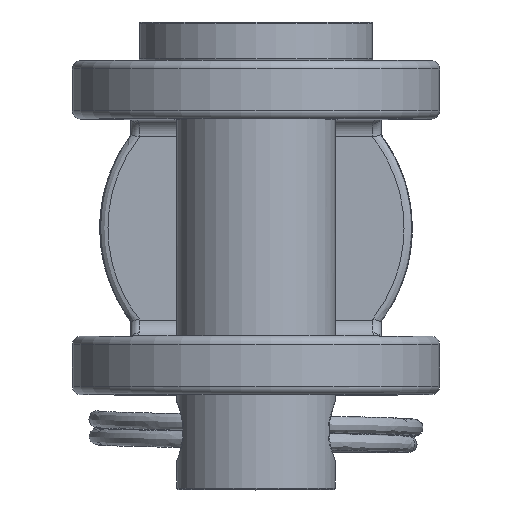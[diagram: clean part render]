
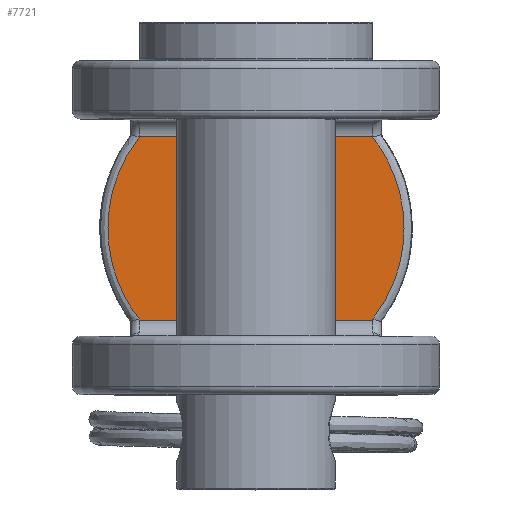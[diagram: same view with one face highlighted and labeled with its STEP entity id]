
A CAD part, top view. The second image highlights one B-rep face of the part: STEP entity #7721.
In plain terms, the highlighted planar face has unit normal (0, 0, 1).
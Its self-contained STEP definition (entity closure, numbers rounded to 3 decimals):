
#114 = CARTESIAN_POINT ( 'NONE',  ( 8.82, -10.999, 0. ) ) ;
#226 = CARTESIAN_POINT ( 'NONE',  ( 7.567, -14.719, 0. ) ) ;
#242 = B_SPLINE_CURVE_WITH_KNOTS ( 'NONE', 3,
 ( #9732, #8162, #12498, #15160, #11206, #9787, #1698, #9945, #8547, #3166, #591, #13942, #10016, #1926, #12664, #7187, #8669, #13889 ),
 .UNSPECIFIED., .F., .F.,
 ( 4, 2, 2, 2, 2, 2, 2, 2, 4 ),
 ( 0., 0.003, 0.004, 0.006, 0.007, 0.008, 0.009, 0.01, 0.012 ),
 .UNSPECIFIED. ) ;
#279 = CARTESIAN_POINT ( 'NONE',  ( 8.452, -7.323, 0. ) ) ;
#354 = B_SPLINE_CURVE_WITH_KNOTS ( 'NONE', 3,
 ( #14984, #226, #9602, #10873, #15042, #114, #2829, #2887, #2941, #8365, #6907, #13597, #279, #1633, #16287, #4360, #8532, #11366 ),
 .UNSPECIFIED., .F., .F.,
 ( 4, 2, 2, 2, 2, 2, 2, 2, 4 ),
 ( 0., 0.003, 0.004, 0.006, 0.007, 0.008, 0.009, 0.01, 0.012 ),
 .UNSPECIFIED. ) ;
#560 = CARTESIAN_POINT ( 'NONE',  ( 6.949, -15.5, 0. ) ) ;
#591 = CARTESIAN_POINT ( 'NONE',  ( -8.646, -11.961, 0. ) ) ;
#619 = CARTESIAN_POINT ( 'NONE',  ( -6.949, -4.5, 0. ) ) ;
#1058 = AXIS2_PLACEMENT_3D ( 'NONE', #12215, #8315, #16231 ) ;
#1248 = VERTEX_POINT ( 'NONE', #619 ) ;
#1571 = FACE_OUTER_BOUND ( 'NONE', #17246, .T. ) ;
#1633 = CARTESIAN_POINT ( 'NONE',  ( 8.21, -6.626, 0. ) ) ;
#1698 = CARTESIAN_POINT ( 'NONE',  ( -8.862, -9.492, 0. ) ) ;
#1730 = DIRECTION ( 'NONE',  ( 1., 0., 0. ) ) ;
#1743 = VECTOR ( 'NONE', #1730, 1000. ) ;
#1926 = CARTESIAN_POINT ( 'NONE',  ( -8.21, -13.374, 0. ) ) ;
#2829 = CARTESIAN_POINT ( 'NONE',  ( 8.862, -10.508, 0. ) ) ;
#2887 = CARTESIAN_POINT ( 'NONE',  ( 8.863, -9.512, 0. ) ) ;
#2941 = CARTESIAN_POINT ( 'NONE',  ( 8.822, -9.018, 0. ) ) ;
#3166 = CARTESIAN_POINT ( 'NONE',  ( -8.698, -11.717, 0. ) ) ;
#4180 = EDGE_CURVE ( 'NONE', #1248, #10882, #242, .T. ) ;
#4360 = CARTESIAN_POINT ( 'NONE',  ( 7.535, -5.309, 0. ) ) ;
#5275 = ORIENTED_EDGE ( 'NONE', *, *, #16592, .T. ) ;
#5280 = ORIENTED_EDGE ( 'NONE', *, *, #10379, .T. ) ;
#5712 = CARTESIAN_POINT ( 'NONE',  ( 7.5, -15.5, 0. ) ) ;
#6907 = CARTESIAN_POINT ( 'NONE',  ( 8.646, -8.039, 0. ) ) ;
#7015 = PLANE ( 'NONE',  #1058 ) ;
#7187 = CARTESIAN_POINT ( 'NONE',  ( -7.535, -14.691, 0. ) ) ;
#7721 = ADVANCED_FACE ( 'NONE', ( #1571 ), #7015, .F. ) ;
#7736 = EDGE_CURVE ( 'NONE', #14930, #14944, #354, .T. ) ;
#8060 = CARTESIAN_POINT ( 'NONE',  ( -6.949, -15.5, 0. ) ) ;
#8162 = CARTESIAN_POINT ( 'NONE',  ( -7.567, -5.281, 0. ) ) ;
#8315 = DIRECTION ( 'NONE',  ( 0., 0., -1. ) ) ;
#8365 = CARTESIAN_POINT ( 'NONE',  ( 8.698, -8.283, 0. ) ) ;
#8532 = CARTESIAN_POINT ( 'NONE',  ( 7.259, -4.891, 0. ) ) ;
#8547 = CARTESIAN_POINT ( 'NONE',  ( -8.822, -10.982, 0. ) ) ;
#8669 = CARTESIAN_POINT ( 'NONE',  ( -7.259, -15.109, 0. ) ) ;
#9436 = VECTOR ( 'NONE', #13327, 1000. ) ;
#9602 = CARTESIAN_POINT ( 'NONE',  ( 8.042, -13.857, 0. ) ) ;
#9732 = CARTESIAN_POINT ( 'NONE',  ( -6.949, -4.5, 0. ) ) ;
#9787 = CARTESIAN_POINT ( 'NONE',  ( -8.82, -9.001, 0. ) ) ;
#9945 = CARTESIAN_POINT ( 'NONE',  ( -8.863, -10.488, 0. ) ) ;
#10016 = CARTESIAN_POINT ( 'NONE',  ( -8.452, -12.677, 0. ) ) ;
#10379 = EDGE_CURVE ( 'NONE', #10882, #14930, #16076, .T. ) ;
#10873 = CARTESIAN_POINT ( 'NONE',  ( 8.533, -12.446, 0. ) ) ;
#10882 = VERTEX_POINT ( 'NONE', #8060 ) ;
#11113 = LINE ( 'NONE', #14554, #9436 ) ;
#11182 = CARTESIAN_POINT ( 'NONE',  ( 6.95, -4.5, 0. ) ) ;
#11206 = CARTESIAN_POINT ( 'NONE',  ( -8.655, -8.032, 0. ) ) ;
#11366 = CARTESIAN_POINT ( 'NONE',  ( 6.95, -4.5, 0. ) ) ;
#11685 = ORIENTED_EDGE ( 'NONE', *, *, #7736, .T. ) ;
#12215 = CARTESIAN_POINT ( 'NONE',  ( 0., 0., 0. ) ) ;
#12498 = CARTESIAN_POINT ( 'NONE',  ( -8.042, -6.143, 0. ) ) ;
#12664 = CARTESIAN_POINT ( 'NONE',  ( -8.011, -13.824, 0. ) ) ;
#12761 = ORIENTED_EDGE ( 'NONE', *, *, #4180, .T. ) ;
#13327 = DIRECTION ( 'NONE',  ( -1., 0., 0. ) ) ;
#13597 = CARTESIAN_POINT ( 'NONE',  ( 8.523, -7.559, 0. ) ) ;
#13889 = CARTESIAN_POINT ( 'NONE',  ( -6.949, -15.5, 0. ) ) ;
#13942 = CARTESIAN_POINT ( 'NONE',  ( -8.523, -12.441, 0. ) ) ;
#14554 = CARTESIAN_POINT ( 'NONE',  ( -7.5, -4.5, 0. ) ) ;
#14930 = VERTEX_POINT ( 'NONE', #560 ) ;
#14944 = VERTEX_POINT ( 'NONE', #11182 ) ;
#14984 = CARTESIAN_POINT ( 'NONE',  ( 6.949, -15.5, 0. ) ) ;
#15042 = CARTESIAN_POINT ( 'NONE',  ( 8.655, -11.968, 0. ) ) ;
#15160 = CARTESIAN_POINT ( 'NONE',  ( -8.533, -7.554, 0. ) ) ;
#16076 = LINE ( 'NONE', #5712, #1743 ) ;
#16231 = DIRECTION ( 'NONE',  ( -1., 0., 0. ) ) ;
#16287 = CARTESIAN_POINT ( 'NONE',  ( 8.011, -6.176, 0. ) ) ;
#16592 = EDGE_CURVE ( 'NONE', #14944, #1248, #11113, .T. ) ;
#17246 = EDGE_LOOP ( 'NONE', ( #5280, #11685, #5275, #12761 ) ) ;
